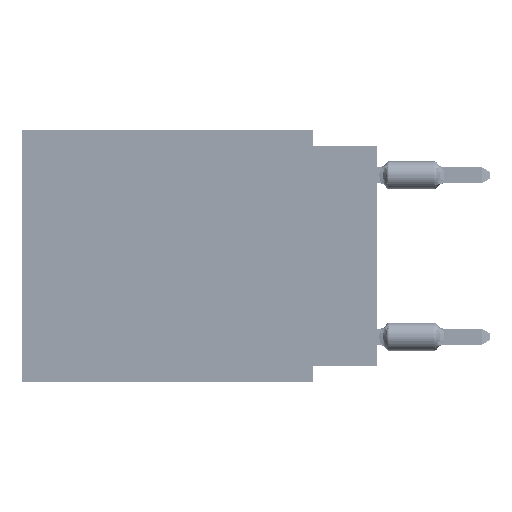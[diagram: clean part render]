
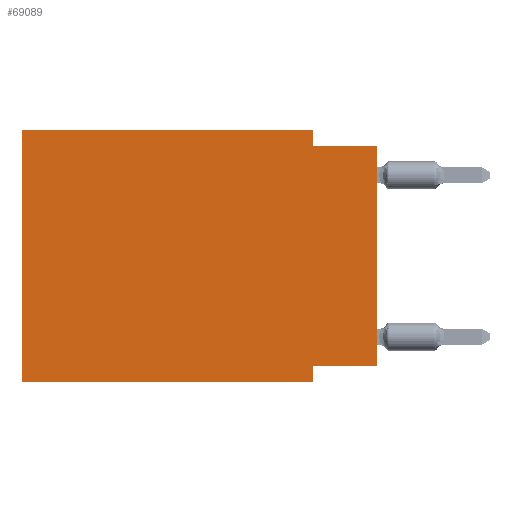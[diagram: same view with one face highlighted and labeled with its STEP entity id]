
A CAD part, left-side view. The second image highlights one B-rep face of the part: STEP entity #69089.
In plain terms, the highlighted planar face has unit normal (-1, 0, 0).
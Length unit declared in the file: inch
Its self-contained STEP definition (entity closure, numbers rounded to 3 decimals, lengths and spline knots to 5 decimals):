
#2250 = EDGE_CURVE ( 'NONE', #38520, #79130, #9344, .T. ) ;
#3810 = LINE ( 'NONE', #43111, #16439 ) ;
#5154 = VECTOR ( 'NONE', #82421, 39.37008 ) ;
#9344 = LINE ( 'NONE', #36245, #60418 ) ;
#13830 = EDGE_LOOP ( 'NONE', ( #56052, #40060, #73518, #22014, #66263, #23174, #52880, #48073 ) ) ;
#14262 = CARTESIAN_POINT ( 'NONE',  ( 0., 0.1, -0.39 ) ) ;
#15517 = DIRECTION ( 'NONE',  ( 0., 0., -1. ) ) ;
#16439 = VECTOR ( 'NONE', #17509, 39.37008 ) ;
#17509 = DIRECTION ( 'NONE',  ( 0., -1., 0. ) ) ;
#21393 = EDGE_CURVE ( 'NONE', #79130, #54741, #48853, .T. ) ;
#22014 = ORIENTED_EDGE ( 'NONE', *, *, #82847, .F. ) ;
#22718 = VECTOR ( 'NONE', #59960, 39.37008 ) ;
#23174 = ORIENTED_EDGE ( 'NONE', *, *, #30077, .T. ) ;
#27608 = CARTESIAN_POINT ( 'NONE',  ( 0., 0., 0. ) ) ;
#29547 = CARTESIAN_POINT ( 'NONE',  ( 0., 0.55, 0. ) ) ;
#30077 = EDGE_CURVE ( 'NONE', #62920, #51942, #3810, .T. ) ;
#31597 = CARTESIAN_POINT ( 'NONE',  ( 0., 0.55, -0.39 ) ) ;
#31729 = CARTESIAN_POINT ( 'NONE',  ( 0., 0.55, 0. ) ) ;
#31767 = CARTESIAN_POINT ( 'NONE',  ( 0., 0.55, 0. ) ) ;
#32597 = LINE ( 'NONE', #31729, #50797 ) ;
#36245 = CARTESIAN_POINT ( 'NONE',  ( 0., 0.1, 0. ) ) ;
#37673 = EDGE_CURVE ( 'NONE', #62920, #65134, #79010, .T. ) ;
#38369 = DIRECTION ( 'NONE',  ( 0., -1., 0. ) ) ;
#38520 = VERTEX_POINT ( 'NONE', #66610 ) ;
#38779 = CARTESIAN_POINT ( 'NONE',  ( 0., 0., -0.365 ) ) ;
#40060 = ORIENTED_EDGE ( 'NONE', *, *, #21393, .F. ) ;
#40839 = DIRECTION ( 'NONE',  ( 0., 0., 1. ) ) ;
#41490 = FACE_OUTER_BOUND ( 'NONE', #13830, .T. ) ;
#42479 = VECTOR ( 'NONE', #46313, 39.37008 ) ;
#43111 = CARTESIAN_POINT ( 'NONE',  ( 0., 0.55, -0.39 ) ) ;
#43901 = DIRECTION ( 'NONE',  ( 0., 0., -1. ) ) ;
#46313 = DIRECTION ( 'NONE',  ( 0., 0., 1. ) ) ;
#48073 = ORIENTED_EDGE ( 'NONE', *, *, #69495, .F. ) ;
#48853 = LINE ( 'NONE', #84161, #5154 ) ;
#50797 = VECTOR ( 'NONE', #38369, 39.37008 ) ;
#51917 = CARTESIAN_POINT ( 'NONE',  ( 0., 0., -0.025 ) ) ;
#51942 = VERTEX_POINT ( 'NONE', #14262 ) ;
#52880 = ORIENTED_EDGE ( 'NONE', *, *, #71851, .F. ) ;
#53968 = CARTESIAN_POINT ( 'NONE',  ( 0., 0., -0.365 ) ) ;
#54523 = LINE ( 'NONE', #27608, #78178 ) ;
#54741 = VERTEX_POINT ( 'NONE', #51917 ) ;
#56052 = ORIENTED_EDGE ( 'NONE', *, *, #58855, .T. ) ;
#58855 = EDGE_CURVE ( 'NONE', #67473, #54741, #54523, .T. ) ;
#59960 = DIRECTION ( 'NONE',  ( 0., 1., 0. ) ) ;
#60418 = VECTOR ( 'NONE', #15517, 39.37008 ) ;
#62920 = VERTEX_POINT ( 'NONE', #31597 ) ;
#63131 = DIRECTION ( 'NONE',  ( 1., 0., 0. ) ) ;
#64226 = CARTESIAN_POINT ( 'NONE',  ( 0., 0.1, -0.39 ) ) ;
#65134 = VERTEX_POINT ( 'NONE', #80835 ) ;
#66263 = ORIENTED_EDGE ( 'NONE', *, *, #37673, .F. ) ;
#66610 = CARTESIAN_POINT ( 'NONE',  ( 0., 0.1, 0. ) ) ;
#67473 = VERTEX_POINT ( 'NONE', #53968 ) ;
#68864 = PLANE ( 'NONE',  #80501 ) ;
#69089 = ADVANCED_FACE ( 'NONE', ( #41490 ), #68864, .F. ) ;
#69495 = EDGE_CURVE ( 'NONE', #67473, #79944, #79404, .T. ) ;
#71008 = VECTOR ( 'NONE', #43901, 39.37008 ) ;
#71851 = EDGE_CURVE ( 'NONE', #79944, #51942, #77458, .T. ) ;
#72254 = CARTESIAN_POINT ( 'NONE',  ( 0., 0.1, -0.365 ) ) ;
#73518 = ORIENTED_EDGE ( 'NONE', *, *, #2250, .F. ) ;
#77458 = LINE ( 'NONE', #64226, #71008 ) ;
#78178 = VECTOR ( 'NONE', #40839, 39.37008 ) ;
#78627 = CARTESIAN_POINT ( 'NONE',  ( 0., 0.1, -0.025 ) ) ;
#79010 = LINE ( 'NONE', #31767, #42479 ) ;
#79130 = VERTEX_POINT ( 'NONE', #78627 ) ;
#79404 = LINE ( 'NONE', #38779, #22718 ) ;
#79944 = VERTEX_POINT ( 'NONE', #72254 ) ;
#80501 = AXIS2_PLACEMENT_3D ( 'NONE', #29547, #63131, #83427 ) ;
#80835 = CARTESIAN_POINT ( 'NONE',  ( 0., 0.55, 0. ) ) ;
#82421 = DIRECTION ( 'NONE',  ( 0., -1., 0. ) ) ;
#82847 = EDGE_CURVE ( 'NONE', #65134, #38520, #32597, .T. ) ;
#83427 = DIRECTION ( 'NONE',  ( 0., 0., -1. ) ) ;
#84161 = CARTESIAN_POINT ( 'NONE',  ( 0., 0., -0.025 ) ) ;
